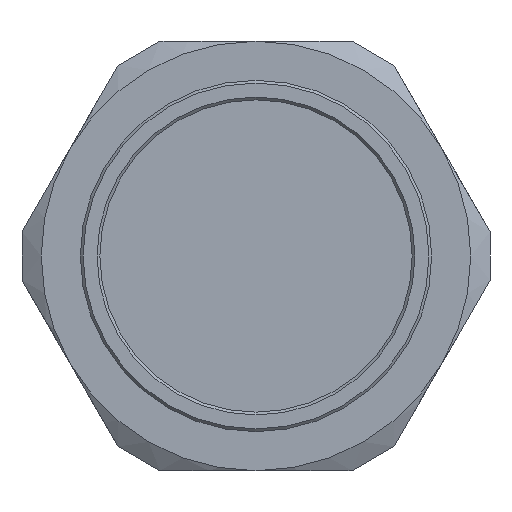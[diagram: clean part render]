
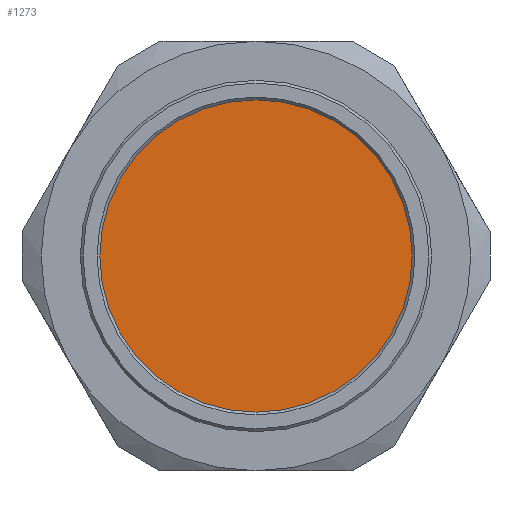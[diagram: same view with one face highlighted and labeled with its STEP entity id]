
A CAD part, front view. The second image highlights one B-rep face of the part: STEP entity #1273.
In plain terms, the highlighted planar face has unit normal (0, -1, 0).
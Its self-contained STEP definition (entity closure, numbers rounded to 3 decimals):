
#256=FACE_OUTER_BOUND('',#341,.T.);
#341=EDGE_LOOP('',(#839));
#432=CIRCLE('',#1383,28.);
#512=VERTEX_POINT('',#1941);
#638=EDGE_CURVE('',#512,#512,#432,.T.);
#839=ORIENTED_EDGE('',*,*,#638,.T.);
#1240=PLANE('',#1382);
#1273=ADVANCED_FACE('',(#256),#1240,.F.);
#1382=AXIS2_PLACEMENT_3D('',#1940,#1551,#1552);
#1383=AXIS2_PLACEMENT_3D('',#1942,#1553,#1554);
#1551=DIRECTION('center_axis',(0.,1.,0.));
#1552=DIRECTION('ref_axis',(0.,0.,1.));
#1553=DIRECTION('center_axis',(0.,-1.,0.));
#1554=DIRECTION('ref_axis',(-1.,0.,0.));
#1940=CARTESIAN_POINT('Origin',(707.013,138.97,428.8));
#1941=CARTESIAN_POINT('',(735.013,138.97,428.8));
#1942=CARTESIAN_POINT('Origin',(707.013,138.97,428.8));
